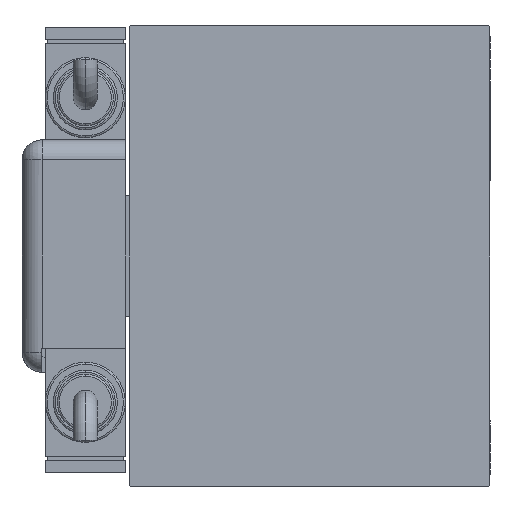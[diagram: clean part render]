
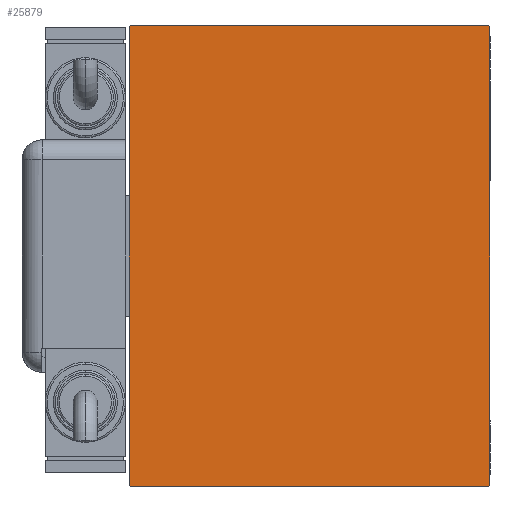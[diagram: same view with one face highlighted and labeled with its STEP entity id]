
A CAD part, left-side view. The second image highlights one B-rep face of the part: STEP entity #25879.
In plain terms, the highlighted face is planar.
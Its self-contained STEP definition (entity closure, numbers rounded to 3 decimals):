
#2264 = VECTOR ( 'NONE', #51175, 1000. ) ;
#4808 = VERTEX_POINT ( 'NONE', #60130 ) ;
#5247 = CARTESIAN_POINT ( 'NONE',  ( 278., -44.7, 57.5 ) ) ;
#5854 = VECTOR ( 'NONE', #23648, 1000. ) ;
#6739 = ORIENTED_EDGE ( 'NONE', *, *, #59927, .T. ) ;
#6888 = LINE ( 'NONE', #59468, #2264 ) ;
#6946 = CARTESIAN_POINT ( 'NONE',  ( 278., 44.7, 57.5 ) ) ;
#7664 = DIRECTION ( 'NONE',  ( 0., -1., 0. ) ) ;
#8067 = EDGE_CURVE ( 'NONE', #11948, #40482, #59349, .T. ) ;
#8876 = VECTOR ( 'NONE', #7664, 1000. ) ;
#9040 = DIRECTION ( 'NONE',  ( 0., 0.707, 0.707 ) ) ;
#9648 = LINE ( 'NONE', #41457, #58249 ) ;
#10074 = DIRECTION ( 'NONE',  ( 0., 0., -1. ) ) ;
#11948 = VERTEX_POINT ( 'NONE', #6946 ) ;
#12615 = CARTESIAN_POINT ( 'NONE',  ( 278., -45., 57.2 ) ) ;
#13249 = EDGE_CURVE ( 'NONE', #40482, #35373, #6888, .T. ) ;
#13416 = AXIS2_PLACEMENT_3D ( 'NONE', #45546, #59046, #30879 ) ;
#15236 = ORIENTED_EDGE ( 'NONE', *, *, #46780, .T. ) ;
#15895 = DIRECTION ( 'NONE',  ( 0., -0.707, 0.707 ) ) ;
#16265 = CARTESIAN_POINT ( 'NONE',  ( 278., 45., -57.5 ) ) ;
#22062 = VERTEX_POINT ( 'NONE', #23447 ) ;
#22307 = VECTOR ( 'NONE', #10074, 1000. ) ;
#22380 = ORIENTED_EDGE ( 'NONE', *, *, #29054, .T. ) ;
#22634 = EDGE_LOOP ( 'NONE', ( #54909, #56138, #6739, #15236, #53908, #44066, #22380, #51956 ) ) ;
#23447 = CARTESIAN_POINT ( 'NONE',  ( 278., -45., -57.2 ) ) ;
#23648 = DIRECTION ( 'NONE',  ( 0., 0.707, -0.707 ) ) ;
#24309 = CARTESIAN_POINT ( 'NONE',  ( 278., 45., -57.2 ) ) ;
#25879 = ADVANCED_FACE ( 'NONE', ( #30587 ), #40063, .T. ) ;
#26158 = VECTOR ( 'NONE', #34909, 1000. ) ;
#26309 = CARTESIAN_POINT ( 'NONE',  ( 278., 45., 57.5 ) ) ;
#26602 = LINE ( 'NONE', #40669, #22307 ) ;
#29054 = EDGE_CURVE ( 'NONE', #35373, #22062, #26602, .T. ) ;
#30587 = FACE_OUTER_BOUND ( 'NONE', #22634, .T. ) ;
#30879 = DIRECTION ( 'NONE',  ( 0., 0., -1. ) ) ;
#34909 = DIRECTION ( 'NONE',  ( 0., 0., 1. ) ) ;
#35371 = CARTESIAN_POINT ( 'NONE',  ( 278., 45., 57.2 ) ) ;
#35373 = VERTEX_POINT ( 'NONE', #12615 ) ;
#36186 = EDGE_CURVE ( 'NONE', #22062, #57762, #47828, .T. ) ;
#37414 = CARTESIAN_POINT ( 'NONE',  ( 278., -51.1, -51.1 ) ) ;
#40063 = PLANE ( 'NONE',  #13416 ) ;
#40482 = VERTEX_POINT ( 'NONE', #5247 ) ;
#40505 = DIRECTION ( 'NONE',  ( 0., 1., 0. ) ) ;
#40669 = CARTESIAN_POINT ( 'NONE',  ( 278., -45., 57.5 ) ) ;
#40797 = CARTESIAN_POINT ( 'NONE',  ( 278., -45., -57.5 ) ) ;
#40910 = VERTEX_POINT ( 'NONE', #24309 ) ;
#41457 = CARTESIAN_POINT ( 'NONE',  ( 278., 51.1, -51.1 ) ) ;
#42142 = EDGE_CURVE ( 'NONE', #57762, #4808, #53710, .T. ) ;
#44066 = ORIENTED_EDGE ( 'NONE', *, *, #13249, .T. ) ;
#44090 = LINE ( 'NONE', #16265, #26158 ) ;
#45305 = VECTOR ( 'NONE', #15895, 1000. ) ;
#45546 = CARTESIAN_POINT ( 'NONE',  ( 278., 0., 0. ) ) ;
#46780 = EDGE_CURVE ( 'NONE', #47098, #11948, #57817, .T. ) ;
#47098 = VERTEX_POINT ( 'NONE', #35371 ) ;
#47828 = LINE ( 'NONE', #37414, #5854 ) ;
#48016 = CARTESIAN_POINT ( 'NONE',  ( 278., 51.1, 51.1 ) ) ;
#50994 = VECTOR ( 'NONE', #40505, 1000. ) ;
#51175 = DIRECTION ( 'NONE',  ( 0., -0.707, -0.707 ) ) ;
#51956 = ORIENTED_EDGE ( 'NONE', *, *, #36186, .T. ) ;
#53486 = CARTESIAN_POINT ( 'NONE',  ( 278., -44.7, -57.5 ) ) ;
#53710 = LINE ( 'NONE', #40797, #50994 ) ;
#53908 = ORIENTED_EDGE ( 'NONE', *, *, #8067, .T. ) ;
#54909 = ORIENTED_EDGE ( 'NONE', *, *, #42142, .T. ) ;
#56128 = EDGE_CURVE ( 'NONE', #4808, #40910, #9648, .T. ) ;
#56138 = ORIENTED_EDGE ( 'NONE', *, *, #56128, .T. ) ;
#57762 = VERTEX_POINT ( 'NONE', #53486 ) ;
#57817 = LINE ( 'NONE', #48016, #45305 ) ;
#58249 = VECTOR ( 'NONE', #9040, 1000. ) ;
#59046 = DIRECTION ( 'NONE',  ( 1., 0., 0. ) ) ;
#59349 = LINE ( 'NONE', #26309, #8876 ) ;
#59468 = CARTESIAN_POINT ( 'NONE',  ( 278., -51.1, 51.1 ) ) ;
#59927 = EDGE_CURVE ( 'NONE', #40910, #47098, #44090, .T. ) ;
#60130 = CARTESIAN_POINT ( 'NONE',  ( 278., 44.7, -57.5 ) ) ;
